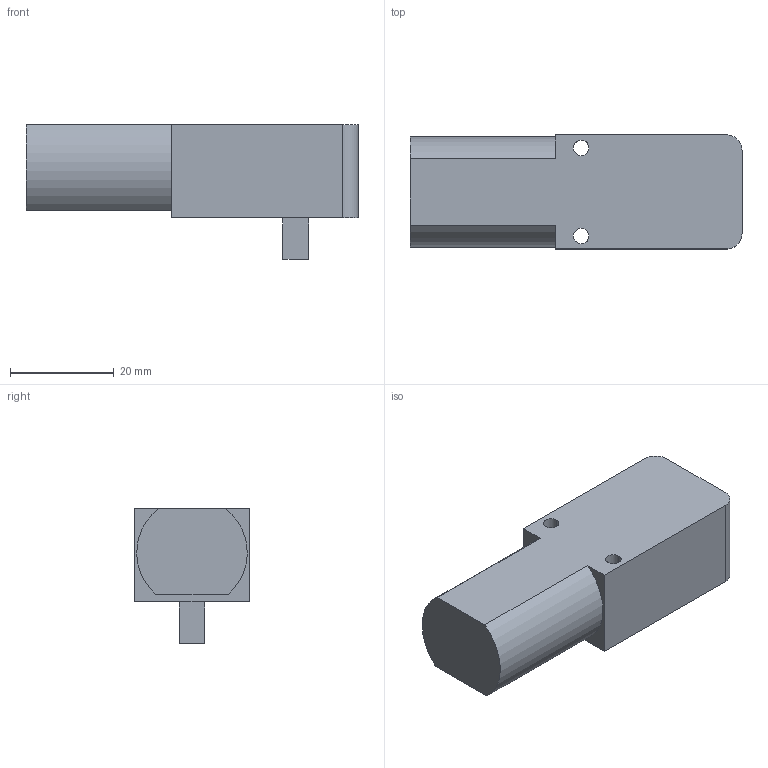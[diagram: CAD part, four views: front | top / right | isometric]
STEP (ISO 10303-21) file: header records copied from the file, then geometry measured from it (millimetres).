
FILE_DESCRIPTION (( 'STEP AP203' ), '1' );
FILE_NAME ('motor_Default_sldprt.STEP', '2023-06-13T21:26:18', ( '' ), ( '' ), 'SwSTEP 2.0', 'SolidWorks 2021', '' );
FILE_SCHEMA (( 'CONFIG_CONTROL_DESIGN' ));
Length unit declared in the file: millimetre
Products named in the file (1): motor_Default_sldprt
Bounding box: 64 x 22 x 26 mm (x, y, z)
Volume: 22864.7 mm3; surface area: 5899.5 mm2
Topology: 1 solids, 1 shells, 21 faces, 54 edges, 36 vertices
Faces by surface type: plane 13, cylinder 8
Entity records: 729 total; most frequent: DIRECTION 114, CARTESIAN_POINT 112, ORIENTED_EDGE 108, EDGE_CURVE 54, VECTOR 38, AXIS2_PLACEMENT_3D 38, LINE 38, VERTEX_POINT 36
